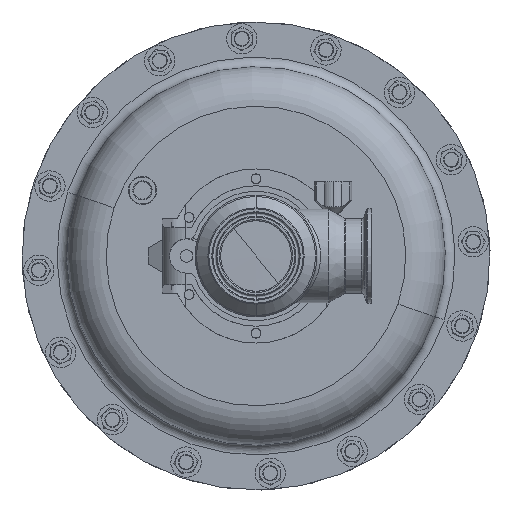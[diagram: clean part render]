
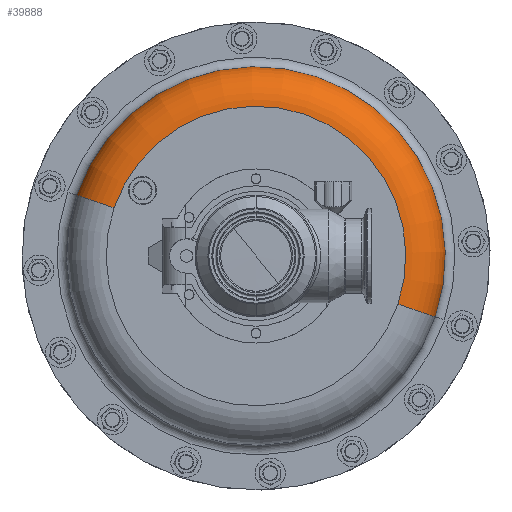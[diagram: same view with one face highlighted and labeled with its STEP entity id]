
A CAD part, front view. The second image highlights one B-rep face of the part: STEP entity #39888.
In plain terms, the highlighted toroidal (fillet/blend) face has major radius 101.6 mm and minor radius 26.772 mm.
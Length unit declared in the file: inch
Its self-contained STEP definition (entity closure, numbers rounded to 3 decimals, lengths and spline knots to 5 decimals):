
#82 = VERTEX_POINT ( 'NONE', #14436 ) ;
#569 = DIRECTION ( 'NONE',  ( 0., 1., 0. ) ) ;
#2148 = EDGE_CURVE ( 'NONE', #32703, #82, #44099, .T. ) ;
#2650 = DIRECTION ( 'NONE',  ( 0.947, 0., -0.321 ) ) ;
#3505 = DIRECTION ( 'NONE',  ( 0., 1., 0. ) ) ;
#3595 = CIRCLE ( 'NONE', #16195, 1.054 ) ;
#4225 = VERTEX_POINT ( 'NONE', #42233 ) ;
#5283 = CARTESIAN_POINT ( 'NONE',  ( 0., 9.865, 0. ) ) ;
#10233 = DIRECTION ( 'NONE',  ( 0., 1., 0. ) ) ;
#12687 = AXIS2_PLACEMENT_3D ( 'NONE', #5283, #569, #46283 ) ;
#12791 = AXIS2_PLACEMENT_3D ( 'NONE', #15485, #3505, #30568 ) ;
#14035 = EDGE_CURVE ( 'NONE', #37018, #32703, #33824, .T. ) ;
#14111 = DIRECTION ( 'NONE',  ( -0.947, 0., 0.321 ) ) ;
#14436 = CARTESIAN_POINT ( 'NONE',  ( 4.78578, 10.919, -1.62456 ) ) ;
#15485 = CARTESIAN_POINT ( 'NONE',  ( 0., 10.919, 0. ) ) ;
#15779 = ORIENTED_EDGE ( 'NONE', *, *, #2148, .F. ) ;
#16195 = AXIS2_PLACEMENT_3D ( 'NONE', #48784, #21906, #2650 ) ;
#18040 = CIRCLE ( 'NONE', #12687, 4. ) ;
#18569 = AXIS2_PLACEMENT_3D ( 'NONE', #29039, #10233, #14111 ) ;
#19989 = ORIENTED_EDGE ( 'NONE', *, *, #29549, .T. ) ;
#21291 = AXIS2_PLACEMENT_3D ( 'NONE', #26344, #27355, #34788 ) ;
#21906 = DIRECTION ( 'NONE',  ( 0.321, 0., 0.947 ) ) ;
#22035 = ORIENTED_EDGE ( 'NONE', *, *, #14035, .F. ) ;
#26344 = CARTESIAN_POINT ( 'NONE',  ( -3.78772, 10.919, 1.28576 ) ) ;
#27355 = DIRECTION ( 'NONE',  ( -0.321, 0., -0.947 ) ) ;
#28124 = CARTESIAN_POINT ( 'NONE',  ( -4.78578, 10.919, 1.62456 ) ) ;
#29039 = CARTESIAN_POINT ( 'NONE',  ( 0., 10.919, 0. ) ) ;
#29549 = EDGE_CURVE ( 'NONE', #37018, #4225, #18040, .T. ) ;
#30304 = CARTESIAN_POINT ( 'NONE',  ( -3.78772, 9.865, 1.28576 ) ) ;
#30568 = DIRECTION ( 'NONE',  ( -0.947, 0., 0.321 ) ) ;
#32651 = FACE_OUTER_BOUND ( 'NONE', #40726, .T. ) ;
#32703 = VERTEX_POINT ( 'NONE', #28124 ) ;
#33824 = CIRCLE ( 'NONE', #21291, 1.054 ) ;
#34788 = DIRECTION ( 'NONE',  ( -0.947, 0., 0.321 ) ) ;
#37018 = VERTEX_POINT ( 'NONE', #30304 ) ;
#39836 = TOROIDAL_SURFACE ( 'NONE', #12791, 4., 1.054 ) ;
#39888 = ADVANCED_FACE ( 'NONE', ( #32651 ), #39836, .T. ) ;
#40726 = EDGE_LOOP ( 'NONE', ( #19989, #44460, #15779, #22035 ) ) ;
#42233 = CARTESIAN_POINT ( 'NONE',  ( 3.78772, 9.865, -1.28576 ) ) ;
#44099 = CIRCLE ( 'NONE', #18569, 5.054 ) ;
#44460 = ORIENTED_EDGE ( 'NONE', *, *, #46209, .T. ) ;
#46209 = EDGE_CURVE ( 'NONE', #4225, #82, #3595, .T. ) ;
#46283 = DIRECTION ( 'NONE',  ( -0.947, 0., 0.321 ) ) ;
#48784 = CARTESIAN_POINT ( 'NONE',  ( 3.78772, 10.919, -1.28576 ) ) ;
